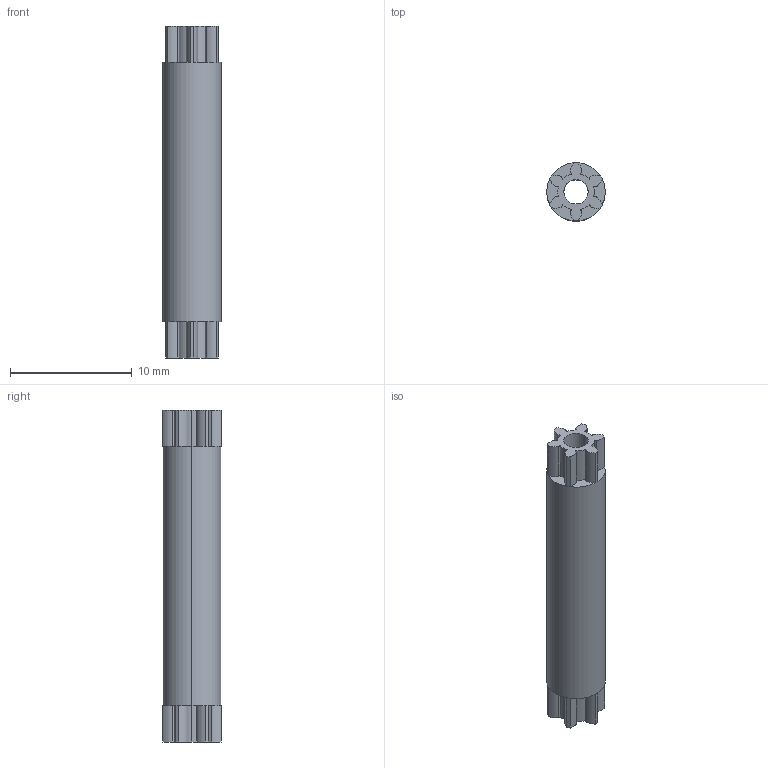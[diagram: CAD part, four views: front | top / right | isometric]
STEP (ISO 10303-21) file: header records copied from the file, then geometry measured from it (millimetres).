
FILE_DESCRIPTION (( 'STEP AP214' ), '1' );
FILE_NAME ('苤嗉.STEP', '2024-01-19T15:03:34', ( '' ), ( '' ), 'SwSTEP 2.0', 'SolidWorks 2022', '' );
FILE_SCHEMA (( 'AUTOMOTIVE_DESIGN' ));
Length unit declared in the file: millimetre
Products named in the file (1): 小惰
Bounding box: 4.8 x 4.8 x 27.3 mm (x, y, z)
Volume: 366.5 mm3; surface area: 638.8 mm2
Topology: 1 solids, 1 shells, 91 faces, 245 edges, 156 vertices
Faces by surface type: bspline 59, cylinder 18, plane 14
Entity records: 3876 total; most frequent: CARTESIAN_POINT 1929, ORIENTED_EDGE 490, EDGE_CURVE 245, DIRECTION 244, VERTEX_POINT 156, B_SPLINE_CURVE_WITH_KNOTS 117, EDGE_LOOP 93, ADVANCED_FACE 91
